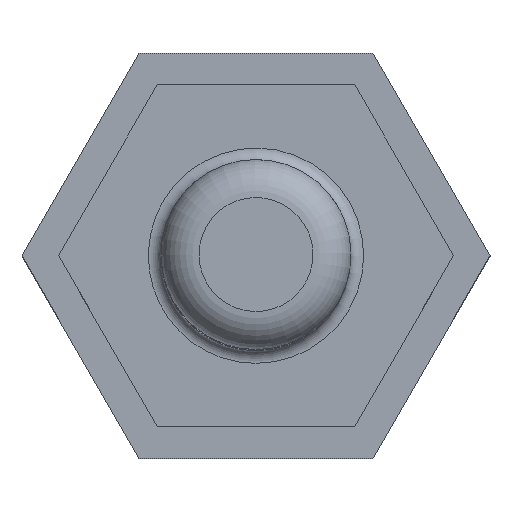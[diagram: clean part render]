
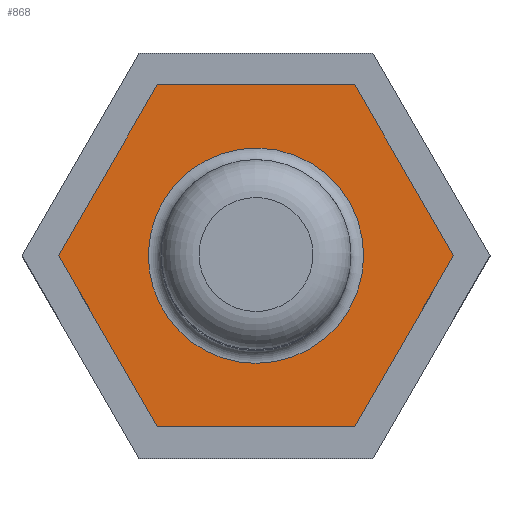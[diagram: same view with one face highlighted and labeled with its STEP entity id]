
A CAD part, top view. The second image highlights one B-rep face of the part: STEP entity #868.
In plain terms, the highlighted planar face has unit normal (0, 0, 1).
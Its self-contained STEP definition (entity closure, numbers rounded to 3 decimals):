
#696=CARTESIAN_POINT('',(-7.794,13.5,23.5));
#697=VERTEX_POINT('',#696);
#704=CARTESIAN_POINT('',(7.794,13.5,23.5));
#705=VERTEX_POINT('',#704);
#706=CARTESIAN_POINT('',(7.794,13.5,23.5));
#707=DIRECTION('',(-1.,-0.,0.));
#708=VECTOR('',#707,15.588);
#709=LINE('',#706,#708);
#710=EDGE_CURVE('',#705,#697,#709,.T.);
#728=CARTESIAN_POINT('',(15.588,-0.,23.5));
#729=VERTEX_POINT('',#728);
#730=CARTESIAN_POINT('',(15.588,-0.,23.5));
#731=DIRECTION('',(-0.5,0.866,-0.));
#732=VECTOR('',#731,15.588);
#733=LINE('',#730,#732);
#734=EDGE_CURVE('',#729,#705,#733,.T.);
#752=CARTESIAN_POINT('',(7.794,-13.5,23.5));
#753=VERTEX_POINT('',#752);
#754=CARTESIAN_POINT('',(7.794,-13.5,23.5));
#755=DIRECTION('',(0.5,0.866,-0.));
#756=VECTOR('',#755,15.588);
#757=LINE('',#754,#756);
#758=EDGE_CURVE('',#753,#729,#757,.T.);
#776=CARTESIAN_POINT('',(-7.794,-13.5,23.5));
#777=VERTEX_POINT('',#776);
#778=CARTESIAN_POINT('',(-7.794,-13.5,23.5));
#779=DIRECTION('',(1.,0.,-0.));
#780=VECTOR('',#779,15.588);
#781=LINE('',#778,#780);
#782=EDGE_CURVE('',#777,#753,#781,.T.);
#800=CARTESIAN_POINT('',(-15.588,0.,23.5));
#801=VERTEX_POINT('',#800);
#802=CARTESIAN_POINT('',(-15.588,0.,23.5));
#803=DIRECTION('',(0.5,-0.866,0.));
#804=VECTOR('',#803,15.588);
#805=LINE('',#802,#804);
#806=EDGE_CURVE('',#801,#777,#805,.T.);
#824=CARTESIAN_POINT('',(-7.794,13.5,23.5));
#825=DIRECTION('',(-0.5,-0.866,0.));
#826=VECTOR('',#825,15.588);
#827=LINE('',#824,#826);
#828=EDGE_CURVE('',#697,#801,#827,.T.);
#835=CARTESIAN_POINT('',(0.,-0.,23.5));
#836=DIRECTION('',(0.,-0.,-1.));
#837=DIRECTION('',(1.,0.,0.));
#838=AXIS2_PLACEMENT_3D('',#835,#836,#837);
#839=PLANE('',#838);
#840=ORIENTED_EDGE('',*,*,#828,.T.);
#841=ORIENTED_EDGE('',*,*,#806,.T.);
#842=ORIENTED_EDGE('',*,*,#782,.T.);
#843=ORIENTED_EDGE('',*,*,#758,.T.);
#844=ORIENTED_EDGE('',*,*,#734,.T.);
#845=ORIENTED_EDGE('',*,*,#710,.T.);
#846=EDGE_LOOP('',(#840,#841,#842,#843,#844,#845));
#847=FACE_BOUND('',#846,.T.);
#848=CARTESIAN_POINT('',(-8.497,0.226,23.5));
#849=VERTEX_POINT('',#848);
#850=CARTESIAN_POINT('',(0.,-8.5,23.5));
#851=VERTEX_POINT('',#850);
#852=CARTESIAN_POINT('',(0.,-0.,23.5));
#853=DIRECTION('',(-0.,0.,1.));
#854=DIRECTION('',(0.,-1.,0.));
#855=AXIS2_PLACEMENT_3D('',#852,#853,#854);
#856=CIRCLE('',#855,8.5);
#857=EDGE_CURVE('',#849,#851,#856,.T.);
#858=ORIENTED_EDGE('',*,*,#857,.F.);
#859=CARTESIAN_POINT('',(0.,-0.,23.5));
#860=DIRECTION('',(-0.,0.,1.));
#861=DIRECTION('',(0.,-1.,0.));
#862=AXIS2_PLACEMENT_3D('',#859,#860,#861);
#863=CIRCLE('',#862,8.5);
#864=EDGE_CURVE('',#851,#849,#863,.T.);
#865=ORIENTED_EDGE('',*,*,#864,.F.);
#866=EDGE_LOOP('',(#858,#865));
#867=FACE_BOUND('',#866,.T.);
#868=ADVANCED_FACE('',(#847,#867),#839,.F.);
